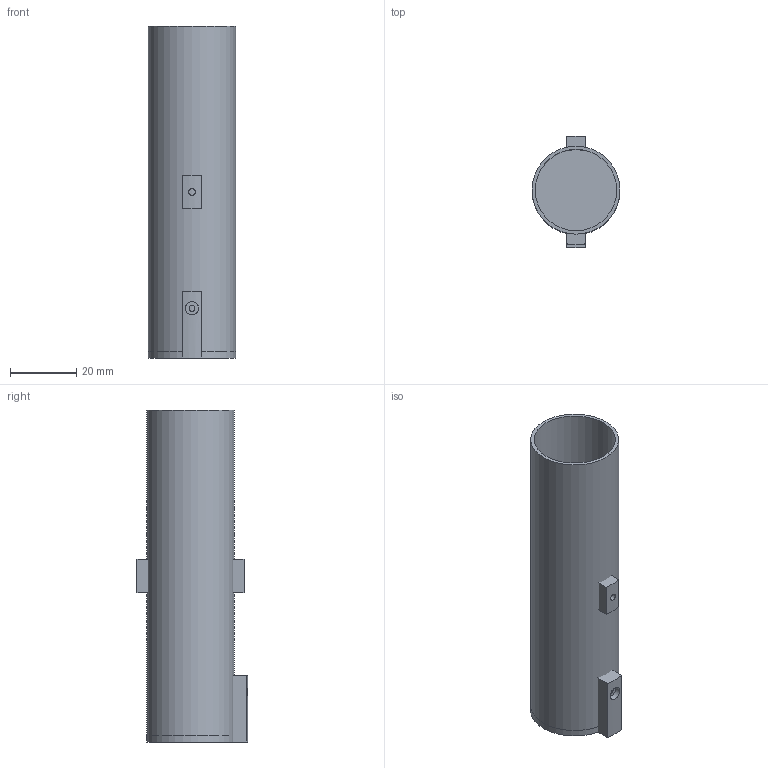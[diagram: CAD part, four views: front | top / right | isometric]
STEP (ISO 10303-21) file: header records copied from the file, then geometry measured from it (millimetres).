
FILE_DESCRIPTION(('FreeCAD Model'),'2;1');
FILE_NAME('partA-motorHolder.step', '2021-03-07T17:36:27',('Author'),(''), 'Open CASCADE STEP processor 7.3','FreeCAD','Unknown');
FILE_SCHEMA(('AUTOMOTIVE_DESIGN { 1 0 10303 214 1 1 1 1 }'));
Length unit declared in the file: millimetre
Products named in the file (4): A-EngineHolderSubtractedEngine; A-PushPointWithHole; A-MountBracketForScrewsWithScrewHole; A-CapEnd
Bounding box: 26.5 x 33.6 x 100 mm (x, y, z)
Volume: 10116.5 mm3; surface area: 18516.5 mm2
Topology: 5 solids, 5 shells, 31 faces, 57 edges, 38 vertices
Faces by surface type: plane 18, cylinder 13
Full cylindrical faces by diameter (mm): 1.8 x1, 2 x2, 4 x1, 24.5 x1, 26.5 x2
Entity records: 2845 total; most frequent: CARTESIAN_POINT 1444, DIRECTION 193, ORIENTED_EDGE 114, PCURVE 114, DEFINITIONAL_REPRESENTATION 114, LINE 66, VECTOR 66, B_SPLINE_CURVE_WITH_KNOTS 63
